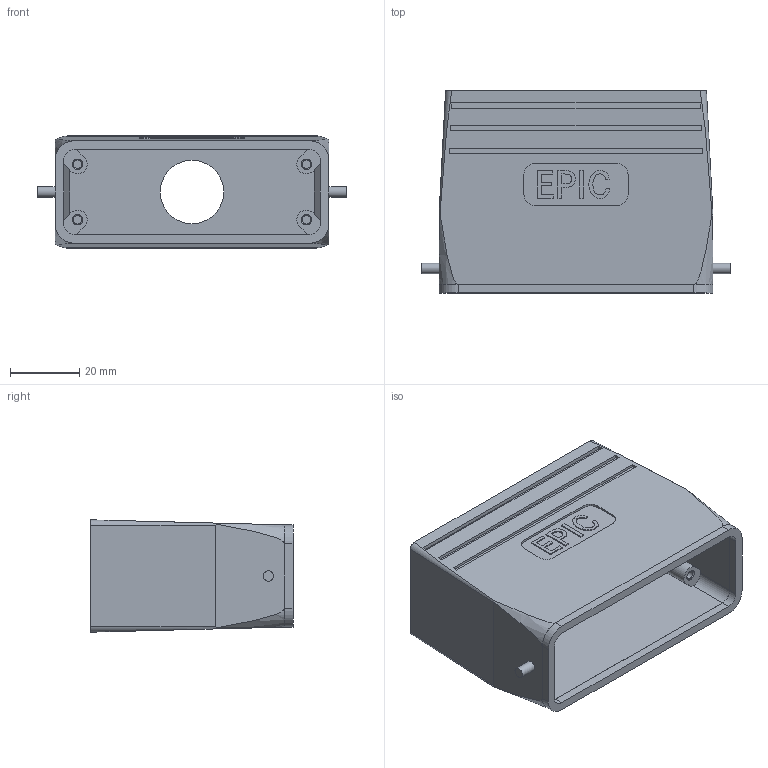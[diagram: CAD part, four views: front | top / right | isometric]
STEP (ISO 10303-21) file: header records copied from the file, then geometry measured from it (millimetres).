
FILE_DESCRIPTION( ( 'STEP AP214' ), '1' );
FILE_NAME( 'EPIC__H-A_16_TG_____Art__Nr__19565000_2_14.stp', ' ', ( ' ' ), ( ' ' ), 'PSStep 15.0.47', 'PARTsolutions', ' ' );
FILE_SCHEMA( ( 'AUTOMOTIVE_DESIGN { 1 0 10303 214 1 1 1 1 }' ) );
Length unit declared in the file: millimetre
Products named in the file (1): _EPIC® H-A 16 TG     Art. Nr. 19565000
Bounding box: 89 x 58.3 x 32.4 mm (x, y, z)
Volume: 45904.8 mm3; surface area: 29708.6 mm2
Topology: 1 solids, 1 shells, 176 faces, 454 edges, 300 vertices
Faces by surface type: plane 116, cylinder 52, cone 8
Full cylindrical faces by diameter (mm): 2.459 x4, 3 x2, 18.376 x1
Entity records: 6903 total; most frequent: CARTESIAN_POINT 1116, DIRECTION 909, ORIENTED_EDGE 886, EDGE_CURVE 443, LINE 307, VECTOR 307, AXIS2_PLACEMENT_3D 301, VERTEX_POINT 300
